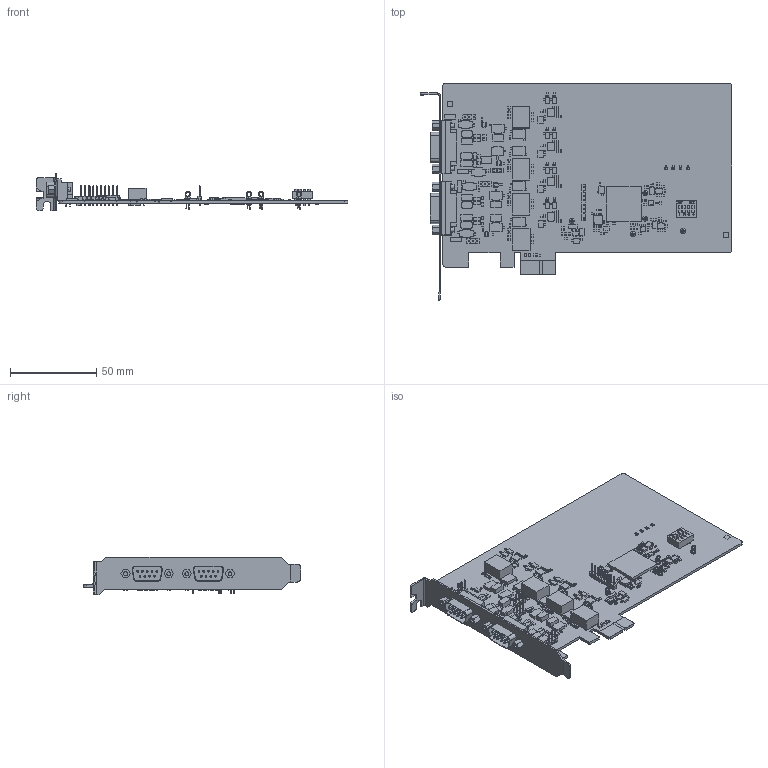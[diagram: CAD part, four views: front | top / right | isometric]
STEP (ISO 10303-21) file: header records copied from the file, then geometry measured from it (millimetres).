
FILE_DESCRIPTION (( 'STEP AP214' ), '1' );
FILE_NAME ('PCIE-1682F-A.STEP', '2024-09-13T06:23:11', ( '' ), ( '' ), 'SwSTEP 2.0', 'SolidWorks 2022', '' );
FILE_SCHEMA (( 'AUTOMOTIVE_DESIGN' ));
Length unit declared in the file: millimetre
Products named in the file (1): PCIE-1682F-A
Bounding box: 180.74 x 126.22 x 21.6 mm (x, y, z)
Volume: 42749.6 mm3; surface area: 57141.7 mm2
Topology: 398 solids, 398 shells, 4796 faces, 11593 edges, 7754 vertices
Faces by surface type: plane 4203, cylinder 520, torus 40, bspline 25, cone 8
Entity records: 195845 total; most frequent: CARTESIAN_POINT 25607, ORIENTED_EDGE 23170, DIRECTION 22041, EDGE_CURVE 11585, LINE 10259, VECTOR 10259, VERTEX_POINT 7754, AXIS2_PLACEMENT_3D 5891
